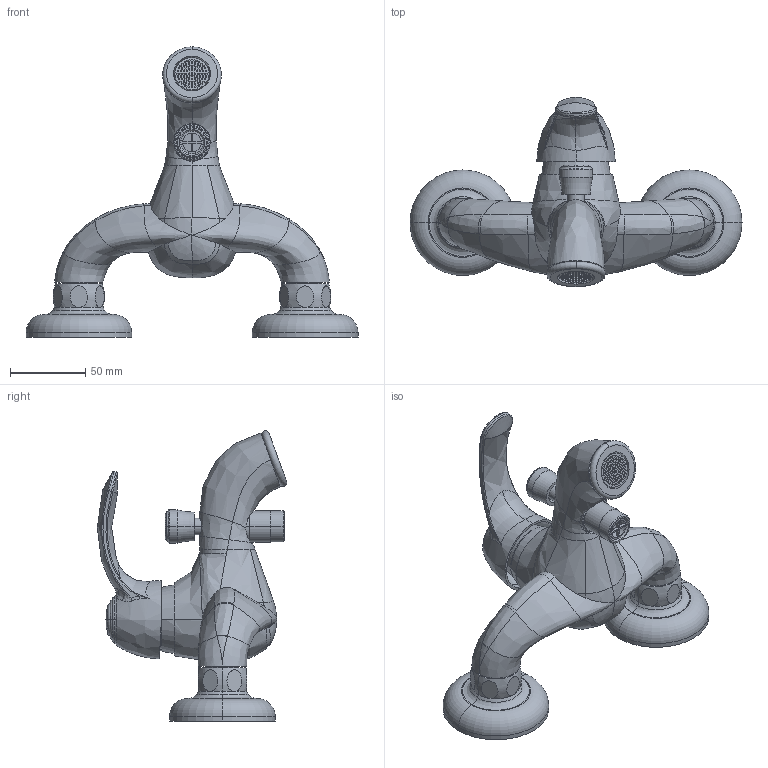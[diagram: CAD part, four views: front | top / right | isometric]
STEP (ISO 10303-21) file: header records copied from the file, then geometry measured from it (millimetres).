
FILE_DESCRIPTION((''),'2;1');
FILE_NAME('FA022CR','2021-11-10T08:35:40',('ut3'),('PAFFONI SpA'),'CREO PARAMETRIC BY PTC INC, 2020044','CREO PARAMETRIC BY PTC INC, 2020044','');
FILE_SCHEMA(('CONFIG_CONTROL_DESIGN','SHAPE_APPEARANCE_LAYERS_GROUPS'));
Products named in the file (1): FA022CR
Bounding box: 220 x 125.57 x 192.33 mm (x, y, z)
Volume: 415041.7 mm3; surface area: 142861.5 mm2
Topology: 2 solids, 3 shells, 2376 faces, 6314 edges, 4000 vertices
Faces by surface type: plane 1310, cylinder 629, torus 163, bspline 125, cone 124, sphere 21, extrusion 4
Entity records: 98608 total; most frequent: CARTESIAN_POINT 23060, ORIENTED_EDGE 12568, DIRECTION 11755, EDGE_CURVE 6284, AXIS2_PLACEMENT_3D 4152, VERTEX_POINT 4000, VECTOR 3451, LINE 3447
